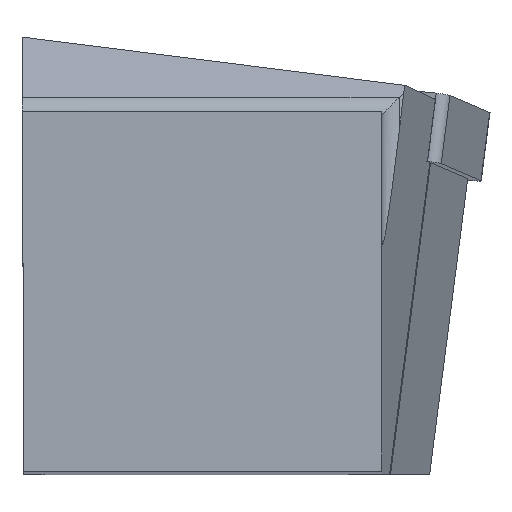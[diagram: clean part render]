
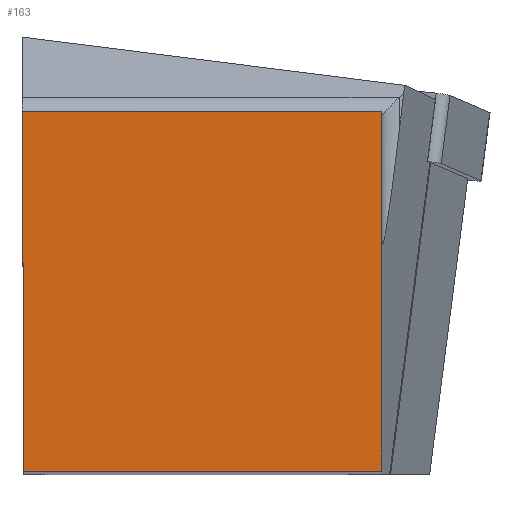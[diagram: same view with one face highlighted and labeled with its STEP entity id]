
A CAD part, top view. The second image highlights one B-rep face of the part: STEP entity #163.
In plain terms, the highlighted planar face has unit normal (0, 0, 1).
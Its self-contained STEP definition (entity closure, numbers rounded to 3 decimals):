
#128=FACE_OUTER_BOUND('',#367,.T.);
#163=ADVANCED_FACE('SHANK_FACE_BACK',(#128),#194,.F.);
#194=PLANE('',#833);
#248=LINE('',#1259,#313);
#250=LINE('',#1263,#315);
#253=LINE('',#1271,#318);
#254=LINE('',#1273,#319);
#313=VECTOR('',#985,1.);
#315=VECTOR('',#989,1.);
#318=VECTOR('',#996,1.);
#319=VECTOR('',#997,1.);
#367=EDGE_LOOP('',(#495,#496,#497,#498));
#495=ORIENTED_EDGE('',*,*,#687,.F.);
#496=ORIENTED_EDGE('',*,*,#685,.T.);
#497=ORIENTED_EDGE('',*,*,#691,.T.);
#498=ORIENTED_EDGE('',*,*,#692,.F.);
#609=VERTEX_POINT('',#1258);
#610=VERTEX_POINT('',#1260);
#611=VERTEX_POINT('',#1264);
#614=VERTEX_POINT('',#1272);
#685=EDGE_CURVE('',#610,#609,#248,.T.);
#687=EDGE_CURVE('',#610,#611,#250,.T.);
#691=EDGE_CURVE('',#609,#614,#253,.T.);
#692=EDGE_CURVE('',#611,#614,#254,.T.);
#833=AXIS2_PLACEMENT_3D('',#1274,#998,#999);
#985=DIRECTION('',(1.,0.,0.));
#989=DIRECTION('',(-0.004,1.,0.));
#996=DIRECTION('',(0.,1.,0.));
#997=DIRECTION('',(1.,0.,0.));
#998=DIRECTION('',(0.,0.,-1.));
#999=DIRECTION('',(-0.992,0.128,0.));
#1258=CARTESIAN_POINT('',(24.875,0.,0.));
#1259=CARTESIAN_POINT('',(-6.744,0.,0.));
#1260=CARTESIAN_POINT('',(0.109,0.,0.));
#1263=CARTESIAN_POINT('',(0.808,-160.194,0.));
#1264=CARTESIAN_POINT('',(0.,24.875,0.));
#1271=CARTESIAN_POINT('',(24.875,-6.744,0.));
#1272=CARTESIAN_POINT('',(24.875,24.875,0.));
#1273=CARTESIAN_POINT('',(-6.744,24.875,0.));
#1274=CARTESIAN_POINT('',(0.,0.,
0.));
